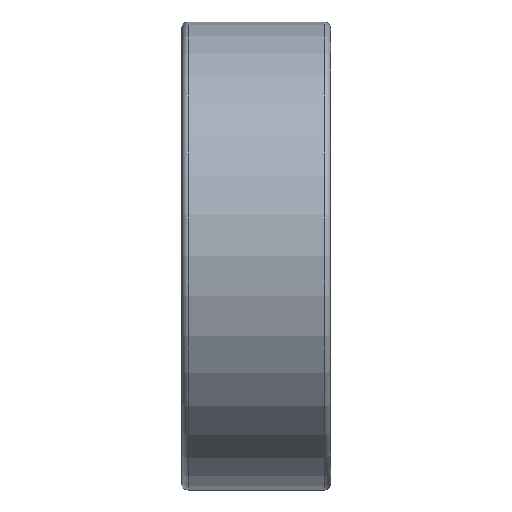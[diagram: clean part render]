
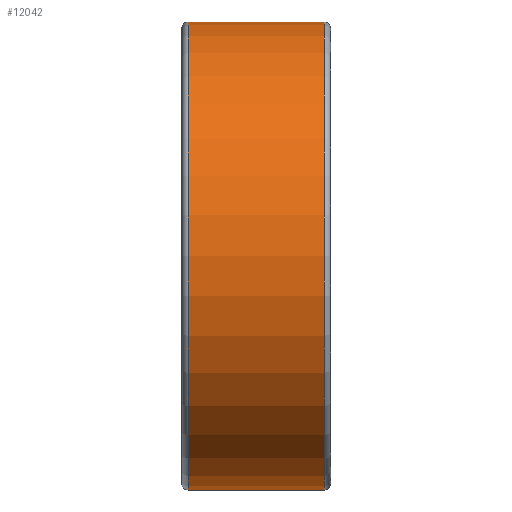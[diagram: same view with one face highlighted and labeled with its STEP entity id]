
A CAD part, top view. The second image highlights one B-rep face of the part: STEP entity #12042.
In plain terms, the highlighted cylindrical face has radius 11 mm (diameter 22 mm), a partial arc.
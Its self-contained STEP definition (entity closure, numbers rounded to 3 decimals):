
#3053=CARTESIAN_POINT('',(-3.2,0.,0.));
#3054=DIRECTION('',(1.,0.,0.));
#3055=DIRECTION('',(0.,1.,0.));
#3056=AXIS2_PLACEMENT_3D('',#3053,#3054,#3055);
#3061=CARTESIAN_POINT('',(3.2,0.,0.));
#3062=DIRECTION('',(1.,0.,0.));
#3063=DIRECTION('',(0.,1.,0.));
#3064=AXIS2_PLACEMENT_3D('',#3061,#3062,#3063);
#3077=DIRECTION('',(-1.,0.,0.));
#3078=VECTOR('',#3077,6.4);
#3079=CARTESIAN_POINT('',(3.2,-11.,0.));
#3080=LINE('',#3079,#3078);
#3092=DIRECTION('',(-1.,0.,0.));
#3093=VECTOR('',#3092,6.4);
#3094=CARTESIAN_POINT('',(3.2,11.,0.));
#3095=LINE('',#3094,#3093);
#9296=CARTESIAN_POINT('',(-3.2,11.,0.));
#9297=CARTESIAN_POINT('',(-3.2,-11.,0.));
#9298=VERTEX_POINT('',#9296);
#9299=VERTEX_POINT('',#9297);
#9300=CARTESIAN_POINT('',(3.2,11.,0.));
#9301=CARTESIAN_POINT('',(3.2,-11.,0.));
#9302=VERTEX_POINT('',#9300);
#9303=VERTEX_POINT('',#9301);
#12028=CARTESIAN_POINT('',(-3.85,0.,0.));
#12029=DIRECTION('',(1.,0.,0.));
#12030=DIRECTION('',(0.,-1.,0.));
#12031=AXIS2_PLACEMENT_3D('',#12028,#12029,#12030);
#12032=CYLINDRICAL_SURFACE('',#12031,11.);
#12033=ORIENTED_EDGE('',*,*,#12018,.F.);
#12035=ORIENTED_EDGE('',*,*,#12034,.F.);
#12037=ORIENTED_EDGE('',*,*,#12036,.T.);
#12039=ORIENTED_EDGE('',*,*,#12038,.T.);
#12040=EDGE_LOOP('',(#12033,#12035,#12037,#12039));
#12041=FACE_OUTER_BOUND('',#12040,.F.);
#3057=CIRCLE('',#3056,11.);
#3065=CIRCLE('',#3064,11.);
#12018=EDGE_CURVE('',#9298,#9299,#3057,.T.);
#12034=EDGE_CURVE('',#9302,#9298,#3095,.T.);
#12036=EDGE_CURVE('',#9302,#9303,#3065,.T.);
#12038=EDGE_CURVE('',#9303,#9299,#3080,.T.);
#12042=ADVANCED_FACE('',(#12041),#12032,.T.);
